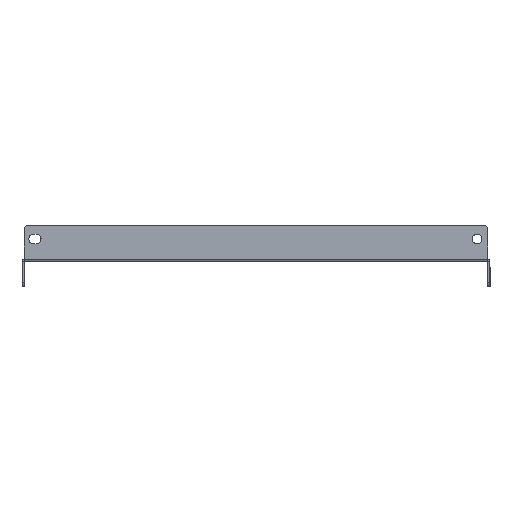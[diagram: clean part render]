
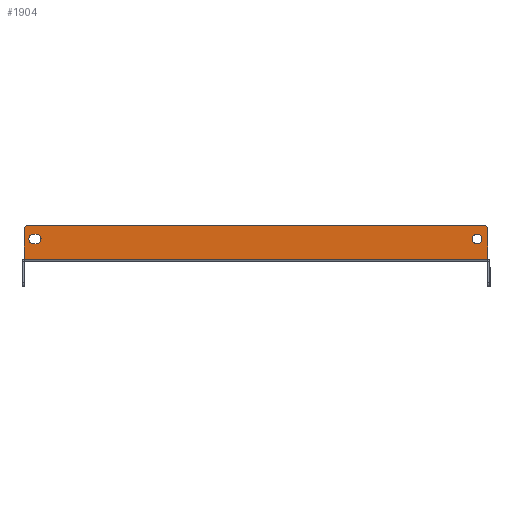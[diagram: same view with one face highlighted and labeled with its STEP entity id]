
A CAD part, left-side view. The second image highlights one B-rep face of the part: STEP entity #1904.
In plain terms, the highlighted planar face has unit normal (-1, 0, 0).
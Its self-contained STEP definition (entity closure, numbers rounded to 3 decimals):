
#345 = ORIENTED_EDGE ( 'NONE', *, *, #3161, .F. ) ;
#507 = ORIENTED_EDGE ( 'NONE', *, *, #3141, .T. ) ;
#525 = ORIENTED_EDGE ( 'NONE', *, *, #1031, .F. ) ;
#561 = ORIENTED_EDGE ( 'NONE', *, *, #3159, .F. ) ;
#579 = ORIENTED_EDGE ( 'NONE', *, *, #3162, .F. ) ;
#597 = ORIENTED_EDGE ( 'NONE', *, *, #3144, .F. ) ;
#615 = ORIENTED_EDGE ( 'NONE', *, *, #3160, .F. ) ;
#759 = ORIENTED_EDGE ( 'NONE', *, *, #3165, .T. ) ;
#769 = EDGE_LOOP ( 'NONE', ( #345, #525 ) ) ;
#813 = ORIENTED_EDGE ( 'NONE', *, *, #3156, .T. ) ;
#859 = EDGE_LOOP ( 'NONE', ( #507, #921, #759, #813, #867, #885 ) ) ;
#867 = ORIENTED_EDGE ( 'NONE', *, *, #3158, .T. ) ;
#885 = ORIENTED_EDGE ( 'NONE', *, *, #3152, .F. ) ;
#913 = EDGE_LOOP ( 'NONE', ( #579, #597, #561, #615 ) ) ;
#921 = ORIENTED_EDGE ( 'NONE', *, *, #3163, .T. ) ;
#1031 = EDGE_CURVE ( 'NONE', #6503, #3859, #1104, .T. ) ;
#1104 = CIRCLE ( 'NONE', #3362, 3.5 ) ;
#1454 = LINE ( 'NONE', #5373, #1455 ) ;
#1455 = VECTOR ( 'NONE', #5374, 1000. ) ;
#1462 = CIRCLE ( 'NONE', #3589, 3.5 ) ;
#1472 = LINE ( 'NONE', #5400, #1473 ) ;
#1473 = VECTOR ( 'NONE', #5401, 1000. ) ;
#1479 = CIRCLE ( 'NONE', #3597, 3. ) ;
#1480 = LINE ( 'NONE', #5412, #1481 ) ;
#1481 = VECTOR ( 'NONE', #5413, 1000. ) ;
#1482 = LINE ( 'NONE', #5414, #1483 ) ;
#1483 = VECTOR ( 'NONE', #5415, 1000. ) ;
#1484 = LINE ( 'NONE', #5423, #1485 ) ;
#1485 = VECTOR ( 'NONE', #5424, 1000. ) ;
#1486 = CIRCLE ( 'NONE', #3595, 3.5 ) ;
#1487 = CIRCLE ( 'NONE', #3598, 3.5 ) ;
#1488 = LINE ( 'NONE', #5432, #1489 ) ;
#1489 = VECTOR ( 'NONE', #5433, 1000. ) ;
#1490 = CIRCLE ( 'NONE', #3594, 3. ) ;
#1904 = ADVANCED_FACE ( 'NONE', ( #2036, #2260, #2000 ), #4570, .F. ) ;
#2000 = FACE_OUTER_BOUND ( 'NONE', #859, .T. ) ;
#2036 = FACE_BOUND ( 'NONE', #769, .T. ) ;
#2260 = FACE_BOUND ( 'NONE', #913, .T. ) ;
#3141 = EDGE_CURVE ( 'NONE', #6377, #6379, #1454, .T. ) ;
#3144 = EDGE_CURVE ( 'NONE', #6384, #6382, #1462, .T. ) ;
#3152 = EDGE_CURVE ( 'NONE', #6377, #6375, #1472, .T. ) ;
#3156 = EDGE_CURVE ( 'NONE', #6387, #6380, #1479, .T. ) ;
#3158 = EDGE_CURVE ( 'NONE', #6380, #6375, #1480, .T. ) ;
#3159 = EDGE_CURVE ( 'NONE', #6385, #6384, #1482, .T. ) ;
#3160 = EDGE_CURVE ( 'NONE', #6383, #6385, #1486, .T. ) ;
#3161 = EDGE_CURVE ( 'NONE', #3859, #6503, #1487, .T. ) ;
#3162 = EDGE_CURVE ( 'NONE', #6382, #6383, #1484, .T. ) ;
#3163 = EDGE_CURVE ( 'NONE', #6379, #6386, #1490, .T. ) ;
#3165 = EDGE_CURVE ( 'NONE', #6386, #6387, #1488, .T. ) ;
#3362 = AXIS2_PLACEMENT_3D ( 'NONE', #3894, #3895, #3896 ) ;
#3534 = AXIS2_PLACEMENT_3D ( 'NONE', #4562, #4571, #4572 ) ;
#3589 = AXIS2_PLACEMENT_3D ( 'NONE', #5378, #5379, #5380 ) ;
#3594 = AXIS2_PLACEMENT_3D ( 'NONE', #5425, #5427, #5428 ) ;
#3595 = AXIS2_PLACEMENT_3D ( 'NONE', #5416, #5417, #5418 ) ;
#3597 = AXIS2_PLACEMENT_3D ( 'NONE', #5406, #5408, #5409 ) ;
#3598 = AXIS2_PLACEMENT_3D ( 'NONE', #5419, #5420, #5421 ) ;
#3859 = VERTEX_POINT ( 'NONE', #5855 ) ;
#3894 = CARTESIAN_POINT ( 'NONE',  ( -349.5, -162.49, 16.5 ) ) ;
#3895 = DIRECTION ( 'NONE',  ( -1., 0., 0. ) ) ;
#3896 = DIRECTION ( 'NONE',  ( 0., 0., 1. ) ) ;
#4562 = CARTESIAN_POINT ( 'NONE',  ( -349.5, -170.49, 1.5 ) ) ;
#4570 = PLANE ( 'NONE',  #3534 ) ;
#4571 = DIRECTION ( 'NONE',  ( 1., 0., 0. ) ) ;
#4572 = DIRECTION ( 'NONE',  ( 0., 0., -1. ) ) ;
#5373 = CARTESIAN_POINT ( 'NONE',  ( -349.5, -170.49, 1.5 ) ) ;
#5374 = DIRECTION ( 'NONE',  ( 0., 0., 1. ) ) ;
#5378 = CARTESIAN_POINT ( 'NONE',  ( -349.5, 163.49, 16.5 ) ) ;
#5379 = DIRECTION ( 'NONE',  ( -1., 0., 0. ) ) ;
#5380 = DIRECTION ( 'NONE',  ( 0., 0., 1. ) ) ;
#5400 = CARTESIAN_POINT ( 'NONE',  ( -349.5, 170.49, 1.51 ) ) ;
#5401 = DIRECTION ( 'NONE',  ( 0., 1., 0. ) ) ;
#5406 = CARTESIAN_POINT ( 'NONE',  ( -349.5, 167.49, 23.5 ) ) ;
#5408 = DIRECTION ( 'NONE',  ( -1., 0., 0. ) ) ;
#5409 = DIRECTION ( 'NONE',  ( 0., 0., -1. ) ) ;
#5412 = CARTESIAN_POINT ( 'NONE',  ( -349.5, 170.49, 1.5 ) ) ;
#5413 = DIRECTION ( 'NONE',  ( 0., 0., -1. ) ) ;
#5414 = CARTESIAN_POINT ( 'NONE',  ( -349.5, 163.49, 20. ) ) ;
#5415 = DIRECTION ( 'NONE',  ( 0., 1., 0. ) ) ;
#5416 = CARTESIAN_POINT ( 'NONE',  ( -349.5, 161.49, 16.5 ) ) ;
#5417 = DIRECTION ( 'NONE',  ( -1., 0., 0. ) ) ;
#5418 = DIRECTION ( 'NONE',  ( 0., 0., 1. ) ) ;
#5419 = CARTESIAN_POINT ( 'NONE',  ( -349.5, -162.49, 16.5 ) ) ;
#5420 = DIRECTION ( 'NONE',  ( -1., 0., 0. ) ) ;
#5421 = DIRECTION ( 'NONE',  ( 0., 0., 1. ) ) ;
#5423 = CARTESIAN_POINT ( 'NONE',  ( -349.5, 163.49, 13. ) ) ;
#5424 = DIRECTION ( 'NONE',  ( 0., -1., 0. ) ) ;
#5425 = CARTESIAN_POINT ( 'NONE',  ( -349.5, -167.49, 23.5 ) ) ;
#5427 = DIRECTION ( 'NONE',  ( -1., 0., 0. ) ) ;
#5428 = DIRECTION ( 'NONE',  ( 0., 0., -1. ) ) ;
#5432 = CARTESIAN_POINT ( 'NONE',  ( -349.5, -170.49, 26.5 ) ) ;
#5433 = DIRECTION ( 'NONE',  ( 0., 1., 0. ) ) ;
#5855 = CARTESIAN_POINT ( 'NONE',  ( -349.5, -162.49, 20. ) ) ;
#6030 = CARTESIAN_POINT ( 'NONE',  ( -349.5, 170.49, 1.51 ) ) ;
#6032 = CARTESIAN_POINT ( 'NONE',  ( -349.5, -170.49, 1.51 ) ) ;
#6034 = CARTESIAN_POINT ( 'NONE',  ( -349.5, -170.49, 23.5 ) ) ;
#6035 = CARTESIAN_POINT ( 'NONE',  ( -349.5, 170.49, 23.5 ) ) ;
#6037 = CARTESIAN_POINT ( 'NONE',  ( -349.5, 163.49, 13. ) ) ;
#6038 = CARTESIAN_POINT ( 'NONE',  ( -349.5, 161.49, 13. ) ) ;
#6039 = CARTESIAN_POINT ( 'NONE',  ( -349.5, 163.49, 20. ) ) ;
#6040 = CARTESIAN_POINT ( 'NONE',  ( -349.5, 161.49, 20. ) ) ;
#6041 = CARTESIAN_POINT ( 'NONE',  ( -349.5, -167.49, 26.5 ) ) ;
#6042 = CARTESIAN_POINT ( 'NONE',  ( -349.5, 167.49, 26.5 ) ) ;
#6152 = CARTESIAN_POINT ( 'NONE',  ( -349.5, -162.49, 13. ) ) ;
#6375 = VERTEX_POINT ( 'NONE', #6030 ) ;
#6377 = VERTEX_POINT ( 'NONE', #6032 ) ;
#6379 = VERTEX_POINT ( 'NONE', #6034 ) ;
#6380 = VERTEX_POINT ( 'NONE', #6035 ) ;
#6382 = VERTEX_POINT ( 'NONE', #6037 ) ;
#6383 = VERTEX_POINT ( 'NONE', #6038 ) ;
#6384 = VERTEX_POINT ( 'NONE', #6039 ) ;
#6385 = VERTEX_POINT ( 'NONE', #6040 ) ;
#6386 = VERTEX_POINT ( 'NONE', #6041 ) ;
#6387 = VERTEX_POINT ( 'NONE', #6042 ) ;
#6503 = VERTEX_POINT ( 'NONE', #6152 ) ;
